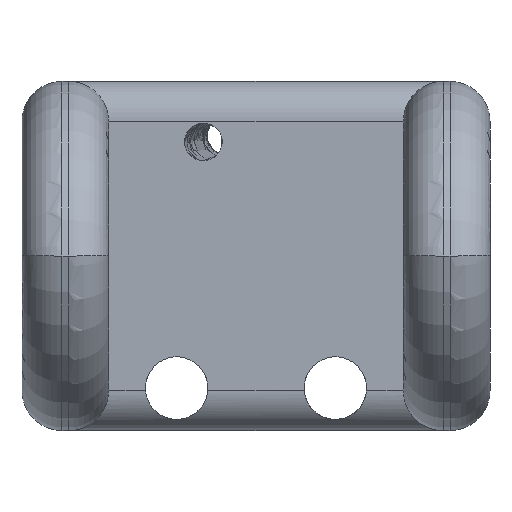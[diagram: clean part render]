
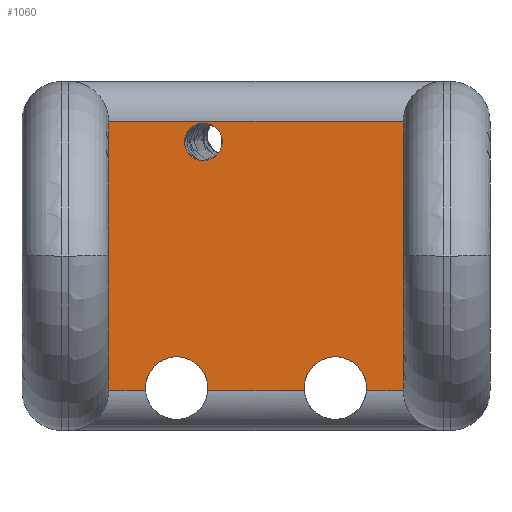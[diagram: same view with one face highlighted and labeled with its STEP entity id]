
A CAD part, front view. The second image highlights one B-rep face of the part: STEP entity #1060.
In plain terms, the highlighted planar face has unit normal (0, -1, 0).
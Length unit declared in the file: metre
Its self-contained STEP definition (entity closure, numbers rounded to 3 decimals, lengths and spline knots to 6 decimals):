
#80=B_SPLINE_CURVE_WITH_KNOTS('',3,(#1698,#1699,#1700,#1701,#1702,#1703,
#1704,#1705,#1706,#1707,#1708),.UNSPECIFIED.,.T.,.F.,(1,1,1,1,1,1,1,1,1,
1,1,1,1,1,1),(-0.001763,-0.001175,-0.000588,
0.,0.000588,0.001175,0.001763,0.00235,
0.002938,0.003526,0.004113,0.004701,
0.005288,0.005876,0.006464),
 .UNSPECIFIED.);
#105=LINE('',#1692,#163);
#107=LINE('',#1710,#165);
#108=LINE('',#1714,#166);
#109=LINE('',#1718,#167);
#110=LINE('',#1720,#168);
#111=LINE('',#1722,#169);
#163=VECTOR('',#1328,1.);
#165=VECTOR('',#1334,1.);
#166=VECTOR('',#1337,1.);
#167=VECTOR('',#1340,1.);
#168=VECTOR('',#1341,1.);
#169=VECTOR('',#1342,1.);
#236=ORIENTED_EDGE('',*,*,#560,.T.);
#237=ORIENTED_EDGE('',*,*,#561,.T.);
#238=ORIENTED_EDGE('',*,*,#562,.T.);
#239=ORIENTED_EDGE('',*,*,#563,.T.);
#240=ORIENTED_EDGE('',*,*,#564,.T.);
#241=ORIENTED_EDGE('',*,*,#565,.T.);
#242=ORIENTED_EDGE('',*,*,#566,.F.);
#243=ORIENTED_EDGE('',*,*,#567,.T.);
#244=ORIENTED_EDGE('',*,*,#557,.T.);
#557=EDGE_CURVE('',#720,#719,#105,.T.);
#560=EDGE_CURVE('',#722,#722,#80,.T.);
#561=EDGE_CURVE('',#719,#723,#107,.T.);
#562=EDGE_CURVE('',#723,#724,#811,.T.);
#563=EDGE_CURVE('',#724,#725,#108,.T.);
#564=EDGE_CURVE('',#725,#726,#812,.T.);
#565=EDGE_CURVE('',#726,#727,#109,.T.);
#566=EDGE_CURVE('',#728,#727,#110,.T.);
#567=EDGE_CURVE('',#728,#720,#111,.F.);
#719=VERTEX_POINT('',#1691);
#720=VERTEX_POINT('',#1693);
#722=VERTEX_POINT('',#1709);
#723=VERTEX_POINT('',#1711);
#724=VERTEX_POINT('',#1713);
#725=VERTEX_POINT('',#1715);
#726=VERTEX_POINT('',#1717);
#727=VERTEX_POINT('',#1719);
#728=VERTEX_POINT('',#1721);
#811=CIRCLE('',#1156,0.00125);
#812=CIRCLE('',#1157,0.00125);
#881=EDGE_LOOP('',(#236));
#882=EDGE_LOOP('',(#237,#238,#239,#240,#241,#242,#243,#244));
#967=FACE_BOUND('',#881,.T.);
#968=FACE_BOUND('',#882,.T.);
#1049=PLANE('',#1155);
#1060=ADVANCED_FACE('',(#967,#968),#1049,.F.);
#1155=AXIS2_PLACEMENT_3D('',#1697,#1332,#1333);
#1156=AXIS2_PLACEMENT_3D('',#1712,#1335,#1336);
#1157=AXIS2_PLACEMENT_3D('',#1716,#1338,#1339);
#1328=DIRECTION('',(0.,0.,-1.));
#1332=DIRECTION('',(0.,1.,0.));
#1333=DIRECTION('',(0.,0.,1.));
#1334=DIRECTION('',(1.,0.,0.));
#1335=DIRECTION('',(0.,1.,0.));
#1336=DIRECTION('',(0.,0.,1.));
#1337=DIRECTION('',(1.,0.,0.));
#1338=DIRECTION('',(0.,1.,0.));
#1339=DIRECTION('',(0.,0.,1.));
#1340=DIRECTION('',(1.,0.,0.));
#1341=DIRECTION('',(0.,0.,-1.));
#1342=DIRECTION('',(1.,0.,0.));
#1691=CARTESIAN_POINT('',(0.050247,0.097536,0.00414));
#1692=CARTESIAN_POINT('',(0.050247,0.097536,0.01651));
#1693=CARTESIAN_POINT('',(0.050247,0.097536,0.01491));
#1697=CARTESIAN_POINT('',(0.056145,0.097536,0.01651));
#1698=CARTESIAN_POINT('',(0.054628,0.097536,0.013501));
#1699=CARTESIAN_POINT('',(0.054039,0.097536,0.013258));
#1700=CARTESIAN_POINT('',(0.053449,0.097536,0.0135));
#1701=CARTESIAN_POINT('',(0.053204,0.097536,0.014089));
#1702=CARTESIAN_POINT('',(0.053451,0.097536,0.014677));
#1703=CARTESIAN_POINT('',(0.05404,0.097536,0.01492));
#1704=CARTESIAN_POINT('',(0.054629,0.097536,0.014679));
#1705=CARTESIAN_POINT('',(0.054875,0.097536,0.01409));
#1706=CARTESIAN_POINT('',(0.054628,0.097536,0.013501));
#1707=CARTESIAN_POINT('',(0.054039,0.097536,0.013258));
#1708=CARTESIAN_POINT('',(0.053449,0.097536,0.0135));
#1709=CARTESIAN_POINT('',(0.054039,0.097536,0.013339));
#1710=CARTESIAN_POINT('',(0.056145,0.097536,0.00414));
#1711=CARTESIAN_POINT('',(0.051724,0.097536,0.00414));
#1712=CARTESIAN_POINT('',(0.05297,0.097536,0.00424));
#1713=CARTESIAN_POINT('',(0.054216,0.097536,0.00414));
#1714=CARTESIAN_POINT('',(0.056145,0.097536,0.00414));
#1715=CARTESIAN_POINT('',(0.058074,0.097536,0.00414));
#1716=CARTESIAN_POINT('',(0.05932,0.097536,0.00424));
#1717=CARTESIAN_POINT('',(0.060566,0.097536,0.00414));
#1718=CARTESIAN_POINT('',(0.056145,0.097536,0.00414));
#1719=CARTESIAN_POINT('',(0.062044,0.097536,0.00414));
#1720=CARTESIAN_POINT('',(0.062044,0.097536,0.01651));
#1721=CARTESIAN_POINT('',(0.062044,0.097536,0.01491));
#1722=CARTESIAN_POINT('',(0.050247,0.097536,0.01491));
